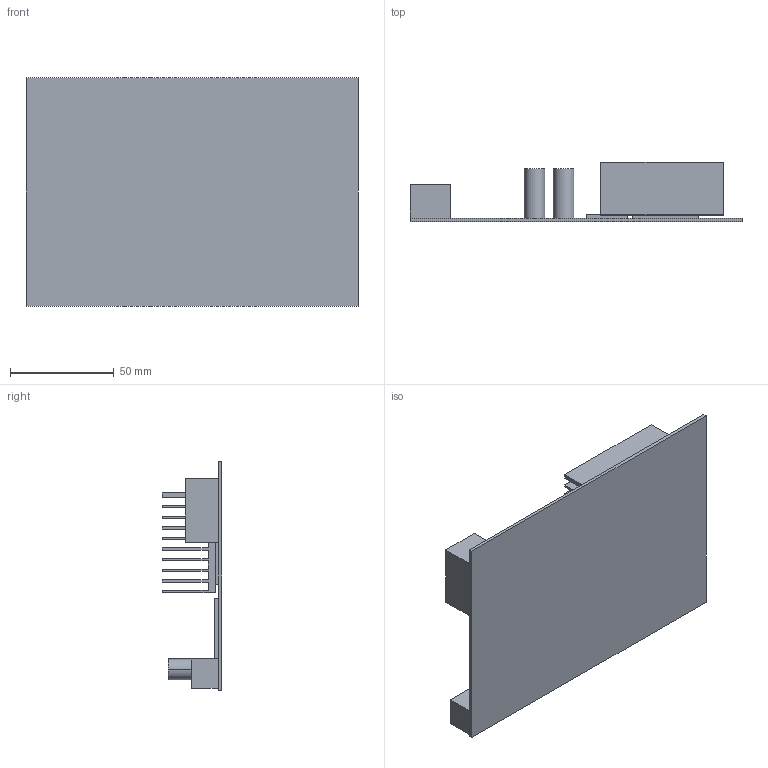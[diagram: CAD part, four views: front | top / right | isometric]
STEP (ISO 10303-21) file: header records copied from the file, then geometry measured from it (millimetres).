
FILE_DESCRIPTION(('STEP AP214'),'1');
FILE_NAME('IcepakDesign1.step','2022-08-18T14:13:45',(' '),('ANSOFT Corporation'),'Spatial InterOp 3D',' ',' ');
FILE_SCHEMA(('AUTOMOTIVE_DESIGN { 1 0 10303 214 1 1 1 1 }'));
Length unit declared in the file: millimetre
Products named in the file (1): SERIAL_PORT
Bounding box: 160 x 28.49 x 110 mm (x, y, z)
Volume: 73764.8 mm3; surface area: 80510.9 mm2
Topology: 9 solids, 9 shells, 86 faces, 204 edges, 136 vertices
Faces by surface type: plane 82, cylinder 4
Entity records: 2556 total; most frequent: CARTESIAN_POINT 435, ORIENTED_EDGE 408, DIRECTION 402, EDGE_CURVE 204, LINE 196, VECTOR 196, VERTEX_POINT 136, AXIS2_PLACEMENT_3D 103
